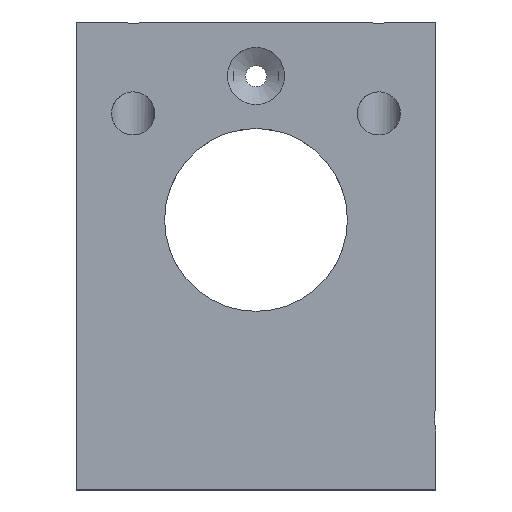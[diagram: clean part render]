
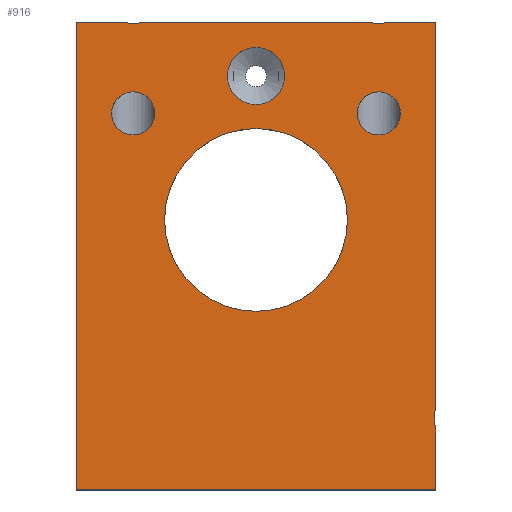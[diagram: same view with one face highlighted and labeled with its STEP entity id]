
A CAD part, top view. The second image highlights one B-rep face of the part: STEP entity #916.
In plain terms, the highlighted planar face has unit normal (0, 0, 1).
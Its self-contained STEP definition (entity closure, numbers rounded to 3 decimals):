
#19=FACE_BOUND('',#155,.T.);
#20=FACE_BOUND('',#156,.T.);
#21=FACE_BOUND('',#157,.T.);
#22=FACE_BOUND('',#158,.T.);
#28=(
BOUNDED_CURVE()
B_SPLINE_CURVE(2,(#1480,#1481,#1482),.UNSPECIFIED.,.F.,.F.)
B_SPLINE_CURVE_WITH_KNOTS((3,3),(0.,0.17),.UNSPECIFIED.)
CURVE()
GEOMETRIC_REPRESENTATION_ITEM()
RATIONAL_B_SPLINE_CURVE((1.,1.011,1.011))
REPRESENTATION_ITEM('')
);
#30=(
BOUNDED_CURVE()
B_SPLINE_CURVE(2,(#1491,#1492,#1493),.UNSPECIFIED.,.F.,.F.)
B_SPLINE_CURVE_WITH_KNOTS((3,3),(0.17,0.34),
 .UNSPECIFIED.)
CURVE()
GEOMETRIC_REPRESENTATION_ITEM()
RATIONAL_B_SPLINE_CURVE((1.011,1.011,1.))
REPRESENTATION_ITEM('')
);
#36=(
BOUNDED_CURVE()
B_SPLINE_CURVE(2,(#1802,#1803,#1804),.UNSPECIFIED.,.F.,.F.)
B_SPLINE_CURVE_WITH_KNOTS((3,3),(0.,0.34),.UNSPECIFIED.)
CURVE()
GEOMETRIC_REPRESENTATION_ITEM()
RATIONAL_B_SPLINE_CURVE((1.,1.022,1.))
REPRESENTATION_ITEM('')
);
#37=(
BOUNDED_CURVE()
B_SPLINE_CURVE(2,(#1808,#1809,#1810),.UNSPECIFIED.,.F.,.F.)
B_SPLINE_CURVE_WITH_KNOTS((3,3),(0.,0.34),.UNSPECIFIED.)
CURVE()
GEOMETRIC_REPRESENTATION_ITEM()
RATIONAL_B_SPLINE_CURVE((1.,1.022,1.))
REPRESENTATION_ITEM('')
);
#53=PLANE('',#1015);
#105=FACE_OUTER_BOUND('',#154,.T.);
#154=EDGE_LOOP('',(#741,#742,#743,#744,#745,#746,#747,#748,#749,#750,#751));
#155=EDGE_LOOP('',(#752));
#156=EDGE_LOOP('',(#753));
#157=EDGE_LOOP('',(#754));
#158=EDGE_LOOP('',(#755));
#191=CIRCLE('',#965,3.);
#192=CIRCLE('',#967,3.);
#215=CIRCLE('',#1010,3.969);
#217=CIRCLE('',#1016,12.7);
#253=LINE('',#1642,#324);
#261=LINE('',#1743,#332);
#271=LINE('',#1800,#342);
#272=LINE('',#1806,#343);
#273=LINE('',#1811,#344);
#274=LINE('',#1813,#345);
#275=LINE('',#1814,#346);
#324=VECTOR('',#1161,10.);
#332=VECTOR('',#1173,10.);
#342=VECTOR('',#1211,10.);
#343=VECTOR('',#1212,10.);
#344=VECTOR('',#1213,10.);
#345=VECTOR('',#1214,10.);
#346=VECTOR('',#1215,10.);
#378=VERTEX_POINT('',#1319);
#380=VERTEX_POINT('',#1374);
#387=VERTEX_POINT('',#1478);
#388=VERTEX_POINT('',#1479);
#391=VERTEX_POINT('',#1489);
#416=VERTEX_POINT('',#1639);
#417=VERTEX_POINT('',#1641);
#428=VERTEX_POINT('',#1741);
#439=VERTEX_POINT('',#1775);
#443=VERTEX_POINT('',#1799);
#444=VERTEX_POINT('',#1801);
#445=VERTEX_POINT('',#1805);
#446=VERTEX_POINT('',#1807);
#447=VERTEX_POINT('',#1812);
#448=VERTEX_POINT('',#1815);
#471=EDGE_CURVE('',#378,#378,#191,.T.);
#474=EDGE_CURVE('',#380,#380,#192,.T.);
#484=EDGE_CURVE('',#387,#388,#28,.T.);
#488=EDGE_CURVE('',#388,#391,#30,.T.);
#524=EDGE_CURVE('',#416,#417,#253,.T.);
#538=EDGE_CURVE('',#391,#428,#261,.T.);
#552=EDGE_CURVE('',#439,#439,#215,.T.);
#559=EDGE_CURVE('',#443,#428,#271,.T.);
#560=EDGE_CURVE('',#443,#444,#36,.T.);
#561=EDGE_CURVE('',#445,#444,#272,.T.);
#562=EDGE_CURVE('',#445,#446,#37,.T.);
#563=EDGE_CURVE('',#417,#446,#273,.T.);
#564=EDGE_CURVE('',#416,#447,#274,.T.);
#565=EDGE_CURVE('',#447,#387,#275,.T.);
#566=EDGE_CURVE('',#448,#448,#217,.T.);
#741=ORIENTED_EDGE('',*,*,#484,.T.);
#742=ORIENTED_EDGE('',*,*,#488,.T.);
#743=ORIENTED_EDGE('',*,*,#538,.T.);
#744=ORIENTED_EDGE('',*,*,#559,.F.);
#745=ORIENTED_EDGE('',*,*,#560,.T.);
#746=ORIENTED_EDGE('',*,*,#561,.F.);
#747=ORIENTED_EDGE('',*,*,#562,.T.);
#748=ORIENTED_EDGE('',*,*,#563,.F.);
#749=ORIENTED_EDGE('',*,*,#524,.F.);
#750=ORIENTED_EDGE('',*,*,#564,.T.);
#751=ORIENTED_EDGE('',*,*,#565,.T.);
#752=ORIENTED_EDGE('',*,*,#471,.T.);
#753=ORIENTED_EDGE('',*,*,#474,.T.);
#754=ORIENTED_EDGE('',*,*,#552,.T.);
#755=ORIENTED_EDGE('',*,*,#566,.T.);
#916=ADVANCED_FACE('',(#105,#19,#20,#21,#22),#53,.T.);
#965=AXIS2_PLACEMENT_3D('',#1320,#1068,#1069);
#967=AXIS2_PLACEMENT_3D('',#1375,#1073,#1074);
#1010=AXIS2_PLACEMENT_3D('',#1776,#1197,#1198);
#1015=AXIS2_PLACEMENT_3D('',#1798,#1209,#1210);
#1016=AXIS2_PLACEMENT_3D('',#1816,#1216,#1217);
#1068=DIRECTION('center_axis',(0.,0.,-1.));
#1069=DIRECTION('ref_axis',(1.,0.,0.));
#1073=DIRECTION('center_axis',(0.,0.,-1.));
#1074=DIRECTION('ref_axis',(1.,0.,0.));
#1161=DIRECTION('',(0.,1.,0.));
#1173=DIRECTION('',(0.,1.,0.));
#1197=DIRECTION('center_axis',(0.,0.,-1.));
#1198=DIRECTION('ref_axis',(1.,0.,0.));
#1209=DIRECTION('center_axis',(0.,0.,1.));
#1210=DIRECTION('ref_axis',(1.,0.,0.));
#1211=DIRECTION('',(1.,0.,0.));
#1212=DIRECTION('',(1.,0.,0.));
#1213=DIRECTION('',(1.,0.,0.));
#1214=DIRECTION('',(1.,0.,0.));
#1215=DIRECTION('',(0.,1.,0.));
#1216=DIRECTION('center_axis',(0.,0.,-1.));
#1217=DIRECTION('ref_axis',(1.,0.,0.));
#1319=CARTESIAN_POINT('',(-10.938,52.3,0.));
#1320=CARTESIAN_POINT('Origin',(-7.937,52.3,0.));
#1374=CARTESIAN_POINT('',(-45.063,52.3,0.));
#1375=CARTESIAN_POINT('Origin',(-42.063,52.3,0.));
#1478=CARTESIAN_POINT('',(0.,8.31,0.));
#1479=CARTESIAN_POINT('',(-0.201,10.,0.));
#1480=CARTESIAN_POINT('Ctrl Pts',(0.,8.31,
0.));
#1481=CARTESIAN_POINT('Ctrl Pts',(-0.201,9.164,0.));
#1482=CARTESIAN_POINT('Ctrl Pts',(-0.201,10.,0.));
#1489=CARTESIAN_POINT('',(0.,11.69,0.));
#1491=CARTESIAN_POINT('Ctrl Pts',(-0.201,10.,0.));
#1492=CARTESIAN_POINT('Ctrl Pts',(-0.201,10.836,0.));
#1493=CARTESIAN_POINT('Ctrl Pts',(0.,11.69,
0.));
#1639=CARTESIAN_POINT('',(-50.,0.,0.));
#1641=CARTESIAN_POINT('',(-50.,65.,0.));
#1642=CARTESIAN_POINT('',(-50.,0.,0.));
#1741=CARTESIAN_POINT('',(0.,65.,0.));
#1743=CARTESIAN_POINT('',(0.,0.,0.));
#1775=CARTESIAN_POINT('',(-28.969,57.5,0.));
#1776=CARTESIAN_POINT('Origin',(-25.,57.5,0.));
#1798=CARTESIAN_POINT('Origin',(-50.,0.,0.));
#1799=CARTESIAN_POINT('',(-6.247,65.,0.));
#1800=CARTESIAN_POINT('',(-50.,65.,0.));
#1801=CARTESIAN_POINT('',(-9.628,65.,0.));
#1802=CARTESIAN_POINT('Ctrl Pts',(-6.247,65.,0.));
#1803=CARTESIAN_POINT('Ctrl Pts',(-7.938,64.602,0.));
#1804=CARTESIAN_POINT('Ctrl Pts',(-9.628,65.,0.));
#1805=CARTESIAN_POINT('',(-40.372,65.,0.));
#1806=CARTESIAN_POINT('',(-50.,65.,0.));
#1807=CARTESIAN_POINT('',(-43.753,65.,0.));
#1808=CARTESIAN_POINT('Ctrl Pts',(-40.372,65.,0.));
#1809=CARTESIAN_POINT('Ctrl Pts',(-42.063,64.602,0.));
#1810=CARTESIAN_POINT('Ctrl Pts',(-43.753,65.,0.));
#1811=CARTESIAN_POINT('',(-50.,65.,0.));
#1812=CARTESIAN_POINT('',(0.,0.,0.));
#1813=CARTESIAN_POINT('',(-50.,0.,0.));
#1814=CARTESIAN_POINT('',(0.,0.,0.));
#1815=CARTESIAN_POINT('',(-37.7,37.5,0.));
#1816=CARTESIAN_POINT('Origin',(-25.,37.5,0.));
